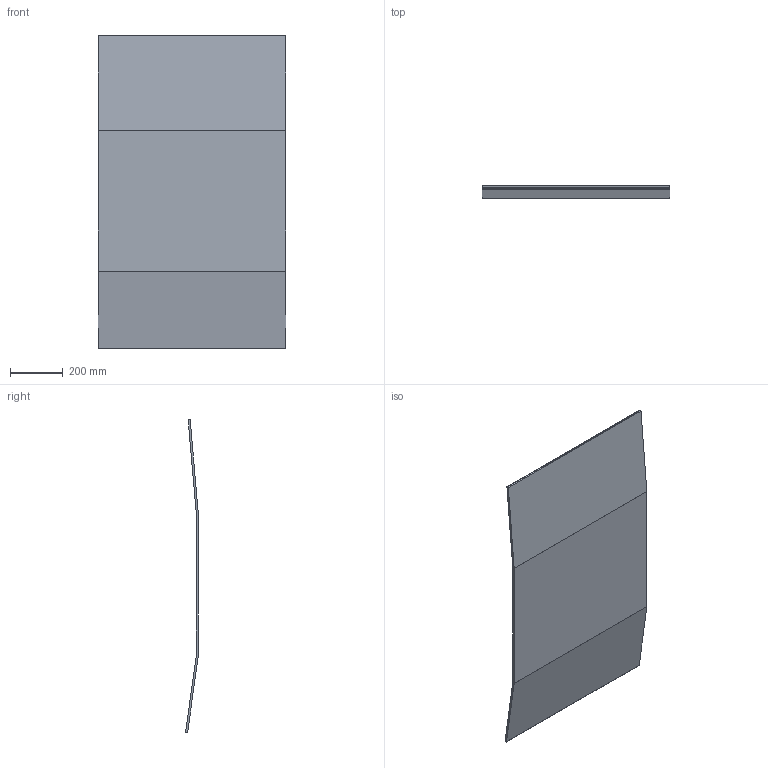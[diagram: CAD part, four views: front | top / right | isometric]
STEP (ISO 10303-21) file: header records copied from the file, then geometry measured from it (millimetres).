
FILE_DESCRIPTION (( 'STEP AP214' ), '1' );
FILE_NAME ('Undertray_v2_3d.STEP', '2024-11-26T02:22:25', ( '' ), ( '' ), 'SwSTEP 2.0', 'SolidWorks 2024', '' );
FILE_SCHEMA (( 'AUTOMOTIVE_DESIGN' ));
Length unit declared in the file: inch
Products named in the file (1): Undertray_v2_3d
Bounding box: 711.2 x 48.53 x 1188.66 mm (x, y, z)
Volume: 6456984 mm3; surface area: 1722297.3 mm2
Topology: 1 solids, 1 shells, 18 faces, 48 edges, 32 vertices
Faces by surface type: plane 14, bspline 4
Entity records: 840 total; most frequent: CARTESIAN_POINT 388, ORIENTED_EDGE 96, DIRECTION 70, EDGE_CURVE 48, LINE 40, VECTOR 40, VERTEX_POINT 32, EDGE_LOOP 18
